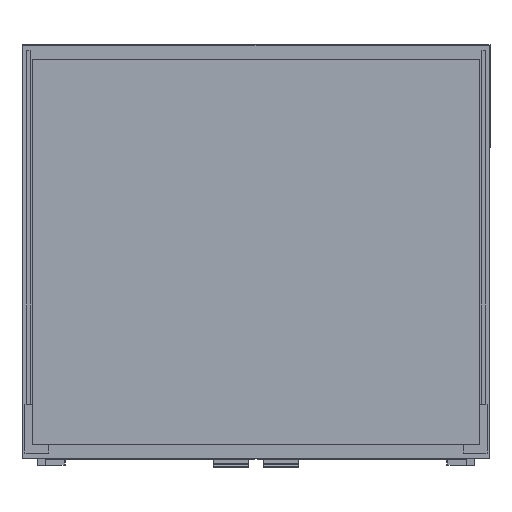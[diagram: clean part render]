
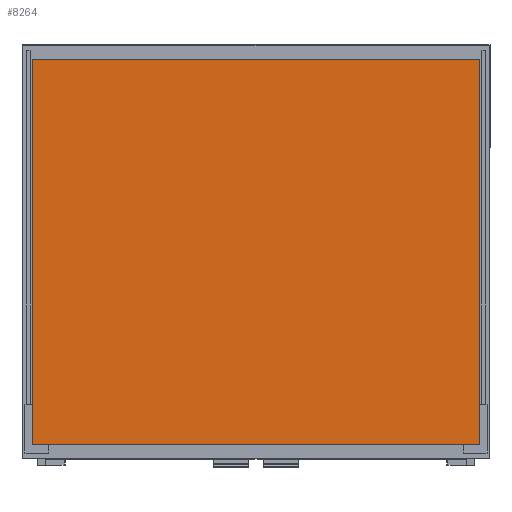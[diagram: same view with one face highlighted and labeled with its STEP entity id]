
A CAD part, front view. The second image highlights one B-rep face of the part: STEP entity #8264.
In plain terms, the highlighted planar face has unit normal (0, -1, 0).
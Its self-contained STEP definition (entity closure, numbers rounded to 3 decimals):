
#55 = DIRECTION ( 'NONE',  ( -1., 0., 0. ) ) ;
#174 = FACE_OUTER_BOUND ( 'NONE', #3999, .T. ) ;
#179 = LINE ( 'NONE', #2915, #7258 ) ;
#186 = CARTESIAN_POINT ( 'NONE',  ( 375., 0., -323. ) ) ;
#282 = VECTOR ( 'NONE', #8064, 1000. ) ;
#341 = EDGE_CURVE ( 'NONE', #5044, #4928, #2767, .T. ) ;
#488 = LINE ( 'NONE', #1239, #282 ) ;
#508 = VECTOR ( 'NONE', #7470, 1000. ) ;
#556 = CARTESIAN_POINT ( 'NONE',  ( 0., 0., 0. ) ) ;
#1239 = CARTESIAN_POINT ( 'NONE',  ( -375., 0., 323. ) ) ;
#1290 = PLANE ( 'NONE',  #2615 ) ;
#2346 = VERTEX_POINT ( 'NONE', #4587 ) ;
#2352 = EDGE_CURVE ( 'NONE', #4609, #5044, #488, .T. ) ;
#2443 = EDGE_CURVE ( 'NONE', #4928, #2346, #179, .T. ) ;
#2615 = AXIS2_PLACEMENT_3D ( 'NONE', #556, #8115, #8813 ) ;
#2767 = LINE ( 'NONE', #7506, #508 ) ;
#2915 = CARTESIAN_POINT ( 'NONE',  ( -375., 0., -323. ) ) ;
#3159 = CARTESIAN_POINT ( 'NONE',  ( -375., 0., 323. ) ) ;
#3755 = CARTESIAN_POINT ( 'NONE',  ( -375., 0., -323. ) ) ;
#3999 = EDGE_LOOP ( 'NONE', ( #5686, #6364, #5151, #6999 ) ) ;
#4587 = CARTESIAN_POINT ( 'NONE',  ( -375., 0., -323. ) ) ;
#4609 = VERTEX_POINT ( 'NONE', #3159 ) ;
#4928 = VERTEX_POINT ( 'NONE', #186 ) ;
#5044 = VERTEX_POINT ( 'NONE', #5373 ) ;
#5151 = ORIENTED_EDGE ( 'NONE', *, *, #5269, .F. ) ;
#5269 = EDGE_CURVE ( 'NONE', #2346, #4609, #6691, .T. ) ;
#5373 = CARTESIAN_POINT ( 'NONE',  ( 375., 0., 323. ) ) ;
#5686 = ORIENTED_EDGE ( 'NONE', *, *, #341, .F. ) ;
#5832 = DIRECTION ( 'NONE',  ( 0., 0., 1. ) ) ;
#6364 = ORIENTED_EDGE ( 'NONE', *, *, #2352, .F. ) ;
#6583 = VECTOR ( 'NONE', #5832, 1000. ) ;
#6691 = LINE ( 'NONE', #3755, #6583 ) ;
#6999 = ORIENTED_EDGE ( 'NONE', *, *, #2443, .F. ) ;
#7258 = VECTOR ( 'NONE', #55, 1000. ) ;
#7470 = DIRECTION ( 'NONE',  ( 0., 0., -1. ) ) ;
#7506 = CARTESIAN_POINT ( 'NONE',  ( 375., 0., -323. ) ) ;
#8064 = DIRECTION ( 'NONE',  ( 1., 0., 0. ) ) ;
#8115 = DIRECTION ( 'NONE',  ( 0., 1., 0. ) ) ;
#8264 = ADVANCED_FACE ( 'NONE', ( #174 ), #1290, .F. ) ;
#8813 = DIRECTION ( 'NONE',  ( 0., 0., 1. ) ) ;
